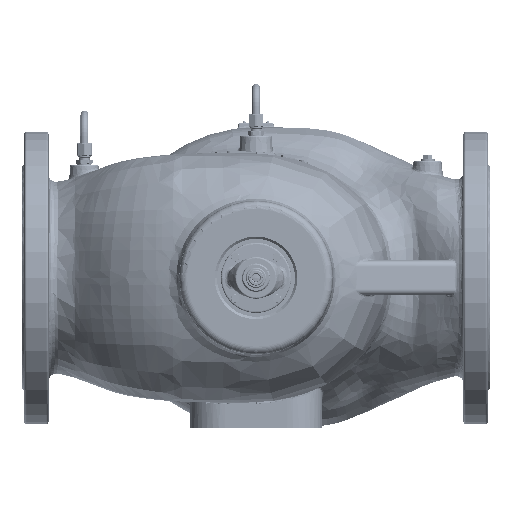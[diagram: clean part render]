
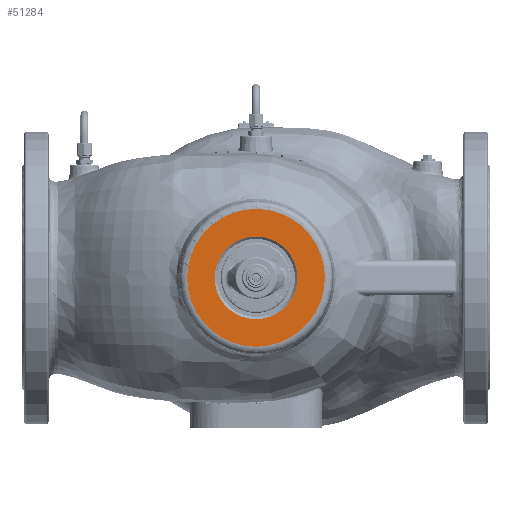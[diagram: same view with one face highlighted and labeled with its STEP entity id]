
A CAD part, front view. The second image highlights one B-rep face of the part: STEP entity #51284.
In plain terms, the highlighted planar face has unit normal (0, -1, 0).
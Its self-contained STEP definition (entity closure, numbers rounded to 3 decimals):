
#9413=CARTESIAN_POINT('',(0.,-245.,0.));
#9414=DIRECTION('',(0.,-1.,0.));
#9415=DIRECTION('',(-1.,0.,0.));
#9416=AXIS2_PLACEMENT_3D('',#9413,#9414,#9415);
#9418=CARTESIAN_POINT('',(0.,-245.,0.));
#9419=DIRECTION('',(0.,-1.,0.));
#9420=DIRECTION('',(1.,0.,0.));
#9421=AXIS2_PLACEMENT_3D('',#9418,#9419,#9420);
#9423=CARTESIAN_POINT('',(0.,-245.,0.));
#9424=DIRECTION('',(0.,1.,0.));
#9425=DIRECTION('',(-1.,0.,0.));
#9426=AXIS2_PLACEMENT_3D('',#9423,#9424,#9425);
#9428=CARTESIAN_POINT('',(0.,-245.,0.));
#9429=DIRECTION('',(0.,1.,0.));
#9430=DIRECTION('',(1.,0.,0.));
#9431=AXIS2_PLACEMENT_3D('',#9428,#9429,#9430);
#26055=CARTESIAN_POINT('',(-88.343,-245.,0.));
#26056=CARTESIAN_POINT('',(88.343,-245.,0.));
#26057=VERTEX_POINT('',#26055);
#26058=VERTEX_POINT('',#26056);
#26692=CARTESIAN_POINT('',(-53.,-245.,0.));
#26693=CARTESIAN_POINT('',(53.,-245.,0.));
#26694=VERTEX_POINT('',#26692);
#26695=VERTEX_POINT('',#26693);
#51268=CARTESIAN_POINT('',(0.,-245.,0.));
#51269=DIRECTION('',(0.,-1.,0.));
#51270=DIRECTION('',(1.,0.,0.));
#51271=AXIS2_PLACEMENT_3D('',#51268,#51269,#51270);
#51272=PLANE('',#51271);
#51273=ORIENTED_EDGE('',*,*,#51256,.F.);
#51275=ORIENTED_EDGE('',*,*,#51274,.F.);
#51276=EDGE_LOOP('',(#51273,#51275));
#51277=FACE_OUTER_BOUND('',#51276,.F.);
#51279=ORIENTED_EDGE('',*,*,#51278,.F.);
#51281=ORIENTED_EDGE('',*,*,#51280,.F.);
#51282=EDGE_LOOP('',(#51279,#51281));
#51283=FACE_BOUND('',#51282,.F.);
#51284=ADVANCED_FACE('',(#51277,#51283),#51272,.T.);
#9417=CIRCLE('',#9416,88.343);
#9422=CIRCLE('',#9421,88.343);
#9427=CIRCLE('',#9426,53.);
#9432=CIRCLE('',#9431,53.);
#51256=EDGE_CURVE('',#26057,#26058,#9417,.T.);
#51274=EDGE_CURVE('',#26058,#26057,#9422,.T.);
#51278=EDGE_CURVE('',#26694,#26695,#9427,.T.);
#51280=EDGE_CURVE('',#26695,#26694,#9432,.T.);
